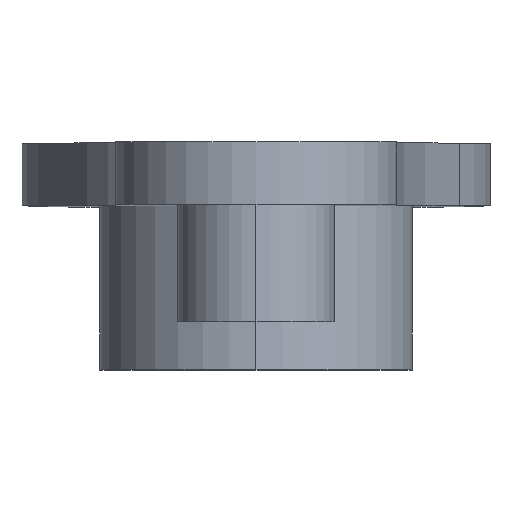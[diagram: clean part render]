
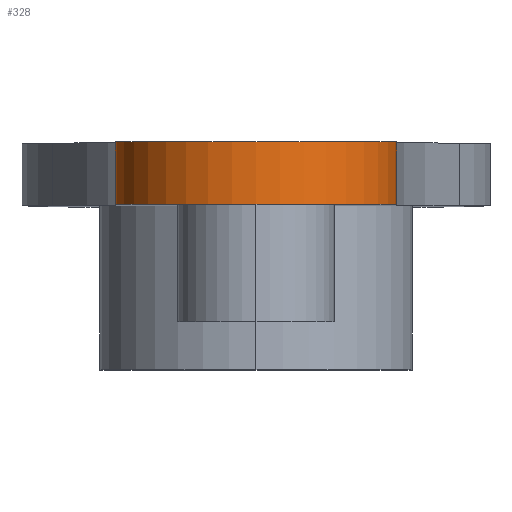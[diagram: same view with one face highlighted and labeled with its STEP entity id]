
A CAD part, top view. The second image highlights one B-rep face of the part: STEP entity #328.
In plain terms, the highlighted cylindrical face has radius 3.6 mm (diameter 7.2 mm), a partial arc.
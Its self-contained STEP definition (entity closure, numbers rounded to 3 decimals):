
#18 = VERTEX_POINT ( 'NONE', #450 ) ;
#19 = DIRECTION ( 'NONE',  ( 0., 1., 0. ) ) ;
#27 = CARTESIAN_POINT ( 'NONE',  ( -3.6, 1.6, 19.9 ) ) ;
#41 = CARTESIAN_POINT ( 'NONE',  ( 0., 1.6, 19.9 ) ) ;
#95 = ORIENTED_EDGE ( 'NONE', *, *, #713, .F. ) ;
#126 = DIRECTION ( 'NONE',  ( 0., -1., 0. ) ) ;
#127 = ORIENTED_EDGE ( 'NONE', *, *, #291, .T. ) ;
#186 = DIRECTION ( 'NONE',  ( 0., 1., 0. ) ) ;
#194 = VECTOR ( 'NONE', #589, 1000. ) ;
#199 = FACE_OUTER_BOUND ( 'NONE', #707, .T. ) ;
#211 = CARTESIAN_POINT ( 'NONE',  ( 0., 1.6, 19.9 ) ) ;
#227 = ORIENTED_EDGE ( 'NONE', *, *, #274, .F. ) ;
#255 = CIRCLE ( 'NONE', #705, 3.6 ) ;
#274 = EDGE_CURVE ( 'NONE', #18, #680, #496, .T. ) ;
#291 = EDGE_CURVE ( 'NONE', #697, #968, #365, .T. ) ;
#328 = ADVANCED_FACE ( 'NONE', ( #199 ), #503, .T. ) ;
#332 = CIRCLE ( 'NONE', #849, 3.6 ) ;
#365 = LINE ( 'NONE', #673, #584 ) ;
#445 = ORIENTED_EDGE ( 'NONE', *, *, #554, .T. ) ;
#450 = CARTESIAN_POINT ( 'NONE',  ( 3.6, 1.6, 19.9 ) ) ;
#496 = LINE ( 'NONE', #580, #194 ) ;
#503 = CYLINDRICAL_SURFACE ( 'NONE', #772, 3.6 ) ;
#510 = DIRECTION ( 'NONE',  ( 0., 0., -1. ) ) ;
#554 = EDGE_CURVE ( 'NONE', #968, #680, #332, .T. ) ;
#563 = DIRECTION ( 'NONE',  ( 0., 0., 1. ) ) ;
#580 = CARTESIAN_POINT ( 'NONE',  ( 3.6, 1.6, 19.9 ) ) ;
#583 = CARTESIAN_POINT ( 'NONE',  ( -3.6, 0., 19.9 ) ) ;
#584 = VECTOR ( 'NONE', #980, 1000. ) ;
#589 = DIRECTION ( 'NONE',  ( 0., -1., 0. ) ) ;
#673 = CARTESIAN_POINT ( 'NONE',  ( -3.6, 1.6, 19.9 ) ) ;
#680 = VERTEX_POINT ( 'NONE', #682 ) ;
#682 = CARTESIAN_POINT ( 'NONE',  ( 3.6, 0., 19.9 ) ) ;
#697 = VERTEX_POINT ( 'NONE', #27 ) ;
#703 = DIRECTION ( 'NONE',  ( 0., 0., 1. ) ) ;
#705 = AXIS2_PLACEMENT_3D ( 'NONE', #41, #186, #563 ) ;
#707 = EDGE_LOOP ( 'NONE', ( #445, #227, #95, #127 ) ) ;
#713 = EDGE_CURVE ( 'NONE', #697, #18, #255, .T. ) ;
#772 = AXIS2_PLACEMENT_3D ( 'NONE', #211, #126, #510 ) ;
#841 = CARTESIAN_POINT ( 'NONE',  ( 0., 0., 19.9 ) ) ;
#849 = AXIS2_PLACEMENT_3D ( 'NONE', #841, #19, #703 ) ;
#968 = VERTEX_POINT ( 'NONE', #583 ) ;
#980 = DIRECTION ( 'NONE',  ( 0., -1., 0. ) ) ;
